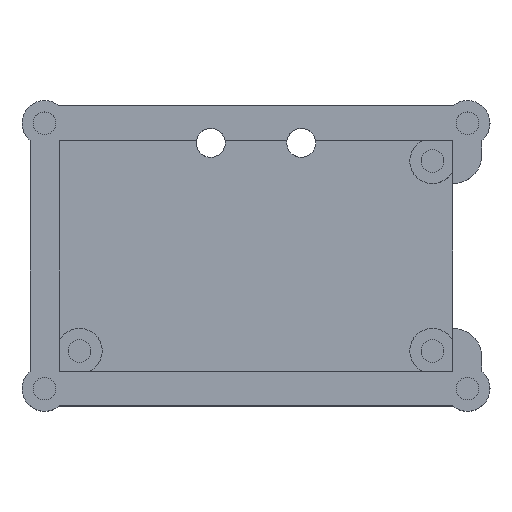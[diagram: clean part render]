
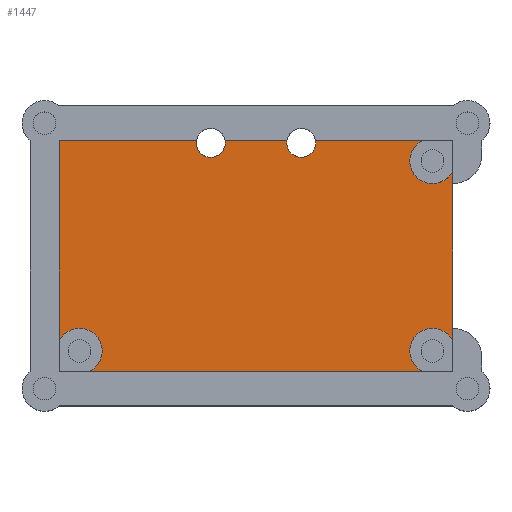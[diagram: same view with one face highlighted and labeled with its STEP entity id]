
A CAD part, top view. The second image highlights one B-rep face of the part: STEP entity #1447.
In plain terms, the highlighted planar face has unit normal (0, 0, 1).
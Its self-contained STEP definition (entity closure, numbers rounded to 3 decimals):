
#585 = VERTEX_POINT('',#586);
#586 = CARTESIAN_POINT('',(43.5,16.,0.));
#606 = EDGE_CURVE('',#585,#607,#609,.T.);
#607 = VERTEX_POINT('',#608);
#608 = CARTESIAN_POINT('',(43.5,18.821,0.));
#609 = LINE('',#610,#611);
#610 = CARTESIAN_POINT('',(43.5,-25.5,0.));
#611 = VECTOR('',#612,1.);
#612 = DIRECTION('',(0.,1.,0.));
#646 = EDGE_CURVE('',#647,#649,#651,.T.);
#647 = VERTEX_POINT('',#648);
#648 = CARTESIAN_POINT('',(36.821,25.5,0.));
#649 = VERTEX_POINT('',#650);
#650 = CARTESIAN_POINT('',(13.161,25.5,0.));
#651 = LINE('',#652,#653);
#652 = CARTESIAN_POINT('',(43.5,25.5,0.));
#653 = VECTOR('',#654,1.);
#654 = DIRECTION('',(-1.,0.,0.));
#688 = VERTEX_POINT('',#689);
#689 = CARTESIAN_POINT('',(13.2,25.,0.));
#695 = EDGE_CURVE('',#688,#696,#698,.T.);
#696 = VERTEX_POINT('',#697);
#697 = CARTESIAN_POINT('',(6.839,25.5,0.));
#698 = CIRCLE('',#699,3.2);
#699 = AXIS2_PLACEMENT_3D('',#700,#701,#702);
#700 = CARTESIAN_POINT('',(10.,25.,0.));
#701 = DIRECTION('',(0.,0.,-1.));
#702 = DIRECTION('',(1.,0.,0.));
#712 = EDGE_CURVE('',#649,#688,#713,.T.);
#713 = CIRCLE('',#714,3.2);
#714 = AXIS2_PLACEMENT_3D('',#715,#716,#717);
#715 = CARTESIAN_POINT('',(10.,25.,0.));
#716 = DIRECTION('',(0.,0.,-1.));
#717 = DIRECTION('',(1.,0.,0.));
#728 = EDGE_CURVE('',#696,#729,#731,.T.);
#729 = VERTEX_POINT('',#730);
#730 = CARTESIAN_POINT('',(-6.839,25.5,0.));
#731 = LINE('',#732,#733);
#732 = CARTESIAN_POINT('',(43.5,25.5,0.));
#733 = VECTOR('',#734,1.);
#734 = DIRECTION('',(-1.,0.,0.));
#754 = VERTEX_POINT('',#755);
#755 = CARTESIAN_POINT('',(-6.8,25.,0.));
#761 = EDGE_CURVE('',#754,#762,#764,.T.);
#762 = VERTEX_POINT('',#763);
#763 = CARTESIAN_POINT('',(-13.161,25.5,0.));
#764 = CIRCLE('',#765,3.2);
#765 = AXIS2_PLACEMENT_3D('',#766,#767,#768);
#766 = CARTESIAN_POINT('',(-10.,25.,0.));
#767 = DIRECTION('',(0.,0.,-1.));
#768 = DIRECTION('',(1.,0.,0.));
#778 = EDGE_CURVE('',#729,#754,#779,.T.);
#779 = CIRCLE('',#780,3.2);
#780 = AXIS2_PLACEMENT_3D('',#781,#782,#783);
#781 = CARTESIAN_POINT('',(-10.,25.,0.));
#782 = DIRECTION('',(0.,0.,-1.));
#783 = DIRECTION('',(1.,0.,0.));
#828 = VERTEX_POINT('',#829);
#829 = CARTESIAN_POINT('',(36.821,-25.5,0.));
#835 = EDGE_CURVE('',#836,#828,#838,.T.);
#836 = VERTEX_POINT('',#837);
#837 = CARTESIAN_POINT('',(-36.821,-25.5,0.));
#838 = LINE('',#839,#840);
#839 = CARTESIAN_POINT('',(-43.5,-25.5,0.));
#840 = VECTOR('',#841,1.);
#841 = DIRECTION('',(1.,0.,0.));
#857 = EDGE_CURVE('',#858,#860,#862,.T.);
#858 = VERTEX_POINT('',#859);
#859 = CARTESIAN_POINT('',(43.5,-18.821,0.));
#860 = VERTEX_POINT('',#861);
#861 = CARTESIAN_POINT('',(43.5,-16.,0.));
#862 = LINE('',#863,#864);
#863 = CARTESIAN_POINT('',(43.5,-25.5,0.));
#864 = VECTOR('',#865,1.);
#865 = DIRECTION('',(0.,1.,0.));
#1104 = EDGE_CURVE('',#585,#860,#1105,.T.);
#1105 = LINE('',#1106,#1107);
#1106 = CARTESIAN_POINT('',(43.5,16.,0.));
#1107 = VECTOR('',#1108,1.);
#1108 = DIRECTION('',(0.,-1.,0.));
#1127 = EDGE_CURVE('',#647,#607,#1128,.T.);
#1128 = CIRCLE('',#1129,5.);
#1129 = AXIS2_PLACEMENT_3D('',#1130,#1131,#1132);
#1130 = CARTESIAN_POINT('',(39.,21.,0.));
#1131 = DIRECTION('',(0.,0.,1.));
#1132 = DIRECTION('',(1.,0.,0.));
#1175 = VERTEX_POINT('',#1176);
#1176 = CARTESIAN_POINT('',(-43.5,-18.821,0.));
#1182 = EDGE_CURVE('',#836,#1175,#1183,.T.);
#1183 = CIRCLE('',#1184,5.);
#1184 = AXIS2_PLACEMENT_3D('',#1185,#1186,#1187);
#1185 = CARTESIAN_POINT('',(-39.,-21.,0.));
#1186 = DIRECTION('',(0.,0.,1.));
#1187 = DIRECTION('',(-1.,0.,0.));
#1233 = EDGE_CURVE('',#828,#858,#1234,.T.);
#1234 = CIRCLE('',#1235,5.);
#1235 = AXIS2_PLACEMENT_3D('',#1236,#1237,#1238);
#1236 = CARTESIAN_POINT('',(39.,-21.,0.));
#1237 = DIRECTION('',(0.,0.,-1.));
#1238 = DIRECTION('',(1.,0.,0.));
#1411 = VERTEX_POINT('',#1412);
#1412 = CARTESIAN_POINT('',(-43.5,25.5,0.));
#1418 = EDGE_CURVE('',#762,#1411,#1419,.T.);
#1419 = LINE('',#1420,#1421);
#1420 = CARTESIAN_POINT('',(-36.821,25.5,0.));
#1421 = VECTOR('',#1422,1.);
#1422 = DIRECTION('',(-1.,0.,0.));
#1432 = EDGE_CURVE('',#1411,#1175,#1433,.T.);
#1433 = LINE('',#1434,#1435);
#1434 = CARTESIAN_POINT('',(-43.5,25.5,0.));
#1435 = VECTOR('',#1436,1.);
#1436 = DIRECTION('',(0.,-1.,0.));
#1447 = ADVANCED_FACE('',(#1448),#1465,.T.);
#1448 = FACE_BOUND('',#1449,.T.);
#1449 = EDGE_LOOP('',(#1450,#1451,#1452,#1453,#1454,#1455,#1456,#1457,
    #1458,#1459,#1460,#1461,#1462,#1463,#1464));
#1450 = ORIENTED_EDGE('',*,*,#1104,.F.);
#1451 = ORIENTED_EDGE('',*,*,#606,.T.);
#1452 = ORIENTED_EDGE('',*,*,#1127,.F.);
#1453 = ORIENTED_EDGE('',*,*,#646,.T.);
#1454 = ORIENTED_EDGE('',*,*,#712,.T.);
#1455 = ORIENTED_EDGE('',*,*,#695,.T.);
#1456 = ORIENTED_EDGE('',*,*,#728,.T.);
#1457 = ORIENTED_EDGE('',*,*,#778,.T.);
#1458 = ORIENTED_EDGE('',*,*,#761,.T.);
#1459 = ORIENTED_EDGE('',*,*,#1418,.T.);
#1460 = ORIENTED_EDGE('',*,*,#1432,.T.);
#1461 = ORIENTED_EDGE('',*,*,#1182,.F.);
#1462 = ORIENTED_EDGE('',*,*,#835,.T.);
#1463 = ORIENTED_EDGE('',*,*,#1233,.T.);
#1464 = ORIENTED_EDGE('',*,*,#857,.T.);
#1465 = PLANE('',#1466);
#1466 = AXIS2_PLACEMENT_3D('',#1467,#1468,#1469);
#1467 = CARTESIAN_POINT('',(0.366,0.475,0.));
#1468 = DIRECTION('',(0.,0.,1.));
#1469 = DIRECTION('',(1.,0.,0.));
